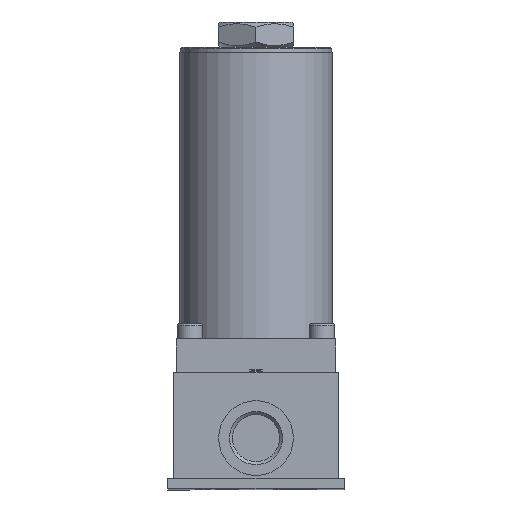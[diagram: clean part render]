
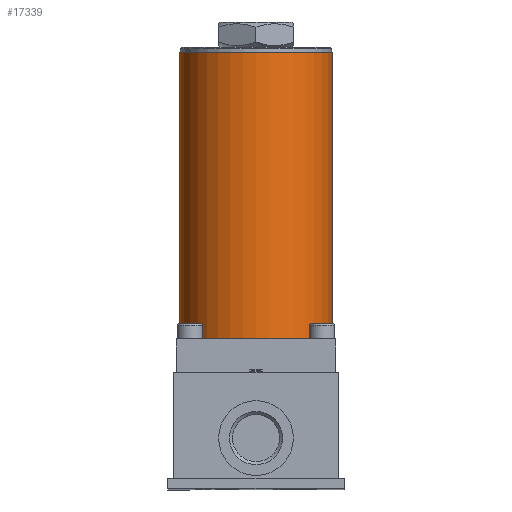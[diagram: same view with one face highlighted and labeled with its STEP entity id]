
A CAD part, top view. The second image highlights one B-rep face of the part: STEP entity #17339.
In plain terms, the highlighted cylindrical face has radius 30.15 mm (diameter 60.3 mm), a full revolution.
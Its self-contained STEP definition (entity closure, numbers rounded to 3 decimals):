
#487=CYLINDRICAL_SURFACE('',#18759,30.15);
#1372=LINE('',#31238,#2687);
#1373=LINE('',#31266,#2688);
#1374=LINE('',#31291,#2689);
#2687=VECTOR('',#22156,30.15);
#2688=VECTOR('',#22161,10.);
#2689=VECTOR('',#22164,10.);
#3321=FACE_BOUND('',#5491,.T.);
#4440=FACE_OUTER_BOUND('',#5490,.T.);
#5490=EDGE_LOOP('',(#13587,#13588,#13589,#13590));
#5491=EDGE_LOOP('',(#13591,#13592,#13593,#13594,#13595,#13596,#13597,#13598));
#6449=CIRCLE('',#18760,30.15);
#6450=CIRCLE('',#18761,30.15);
#6451=CIRCLE('',#18762,30.15);
#6452=CIRCLE('',#18763,30.15);
#6946=B_SPLINE_CURVE_WITH_KNOTS('',3,(#31242,#31243,#31244,#31245,#31246,
#31247,#31248,#31249,#31250,#31251),.UNSPECIFIED.,.F.,.F.,(4,2,2,2,4),(0.611,
0.687,0.763,0.84,0.918),
 .UNSPECIFIED.);
#6947=B_SPLINE_CURVE_WITH_KNOTS('',3,(#31255,#31256,#31257,#31258,#31259,
#31260,#31261,#31262,#31263,#31264),.UNSPECIFIED.,.F.,.F.,(4,2,2,2,4),(0.304,
0.382,0.46,0.536,0.611),
 .UNSPECIFIED.);
#6948=B_SPLINE_CURVE_WITH_KNOTS('',3,(#31268,#31269,#31270,#31271,#31272,
#31273,#31274,#31275,#31276,#31277),.UNSPECIFIED.,.F.,.F.,(4,2,2,2,4),(0.,
0.075,0.151,0.229,0.307),
 .UNSPECIFIED.);
#6949=B_SPLINE_CURVE_WITH_KNOTS('',3,(#31281,#31282,#31283,#31284,#31285,
#31286,#31287,#31288,#31289,#31290),.UNSPECIFIED.,.F.,.F.,(4,2,2,2,4),(-0.307,
-0.229,-0.151,-0.075,0.),
 .UNSPECIFIED.);
#7867=VERTEX_POINT('',#31235);
#7868=VERTEX_POINT('',#31237);
#7869=VERTEX_POINT('',#31240);
#7870=VERTEX_POINT('',#31241);
#7871=VERTEX_POINT('',#31252);
#7872=VERTEX_POINT('',#31254);
#7873=VERTEX_POINT('',#31265);
#7874=VERTEX_POINT('',#31267);
#7875=VERTEX_POINT('',#31278);
#7876=VERTEX_POINT('',#31280);
#9906=EDGE_CURVE('',#7867,#7867,#6449,.T.);
#9907=EDGE_CURVE('',#7867,#7868,#1372,.T.);
#9908=EDGE_CURVE('',#7868,#7868,#6450,.T.);
#9909=EDGE_CURVE('',#7869,#7870,#6946,.T.);
#9910=EDGE_CURVE('',#7870,#7871,#6451,.T.);
#9911=EDGE_CURVE('',#7871,#7872,#6947,.T.);
#9912=EDGE_CURVE('',#7872,#7873,#1373,.T.);
#9913=EDGE_CURVE('',#7873,#7874,#6948,.T.);
#9914=EDGE_CURVE('',#7874,#7875,#6452,.T.);
#9915=EDGE_CURVE('',#7875,#7876,#6949,.T.);
#9916=EDGE_CURVE('',#7876,#7869,#1374,.T.);
#13587=ORIENTED_EDGE('',*,*,#9906,.T.);
#13588=ORIENTED_EDGE('',*,*,#9907,.T.);
#13589=ORIENTED_EDGE('',*,*,#9908,.F.);
#13590=ORIENTED_EDGE('',*,*,#9907,.F.);
#13591=ORIENTED_EDGE('',*,*,#9909,.T.);
#13592=ORIENTED_EDGE('',*,*,#9910,.T.);
#13593=ORIENTED_EDGE('',*,*,#9911,.T.);
#13594=ORIENTED_EDGE('',*,*,#9912,.T.);
#13595=ORIENTED_EDGE('',*,*,#9913,.T.);
#13596=ORIENTED_EDGE('',*,*,#9914,.T.);
#13597=ORIENTED_EDGE('',*,*,#9915,.T.);
#13598=ORIENTED_EDGE('',*,*,#9916,.T.);
#17339=ADVANCED_FACE('',(#4440,#3321),#487,.T.);
#18759=AXIS2_PLACEMENT_3D('',#31234,#22152,#22153);
#18760=AXIS2_PLACEMENT_3D('',#31236,#22154,#22155);
#18761=AXIS2_PLACEMENT_3D('',#31239,#22157,#22158);
#18762=AXIS2_PLACEMENT_3D('',#31253,#22159,#22160);
#18763=AXIS2_PLACEMENT_3D('',#31279,#22162,#22163);
#22152=DIRECTION('center_axis',(0.,-1.,0.));
#22153=DIRECTION('ref_axis',(1.,0.,0.));
#22154=DIRECTION('center_axis',(0.,1.,0.));
#22155=DIRECTION('ref_axis',(1.,0.,0.));
#22156=DIRECTION('',(0.,1.,0.));
#22157=DIRECTION('center_axis',(0.,1.,0.));
#22158=DIRECTION('ref_axis',(1.,0.,0.));
#22159=DIRECTION('center_axis',(0.,1.,0.));
#22160=DIRECTION('ref_axis',(1.,0.,0.));
#22161=DIRECTION('',(0.,-1.,0.));
#22162=DIRECTION('center_axis',(0.,-1.,0.));
#22163=DIRECTION('ref_axis',(1.,0.,0.));
#22164=DIRECTION('',(0.,1.,0.));
#31234=CARTESIAN_POINT('Origin',(0.,148.8,119.53));
#31235=CARTESIAN_POINT('',(-30.15,35.3,119.53));
#31236=CARTESIAN_POINT('Origin',(0.,35.3,
119.53));
#31237=CARTESIAN_POINT('',(-30.15,148.8,119.53));
#31238=CARTESIAN_POINT('',(-30.15,148.8,119.53));
#31239=CARTESIAN_POINT('Origin',(0.,148.8,119.53));
#31240=CARTESIAN_POINT('',(16.,143.3,93.975));
#31241=CARTESIAN_POINT('',(14.208,145.3,92.937));
#31242=CARTESIAN_POINT('Ctrl Pts',(16.,143.3,93.975));
#31243=CARTESIAN_POINT('Ctrl Pts',(16.,143.553,93.975));
#31244=CARTESIAN_POINT('Ctrl Pts',(15.955,143.823,93.947));
#31245=CARTESIAN_POINT('Ctrl Pts',(15.773,144.315,93.834));
#31246=CARTESIAN_POINT('Ctrl Pts',(15.636,144.539,93.75));
#31247=CARTESIAN_POINT('Ctrl Pts',(15.32,144.893,93.561));
#31248=CARTESIAN_POINT('Ctrl Pts',(15.118,145.046,93.443));
#31249=CARTESIAN_POINT('Ctrl Pts',(14.676,145.25,93.192));
#31250=CARTESIAN_POINT('Ctrl Pts',(14.435,145.3,93.059));
#31251=CARTESIAN_POINT('Ctrl Pts',(14.208,145.3,92.937));
#31252=CARTESIAN_POINT('',(-14.208,145.3,92.937));
#31253=CARTESIAN_POINT('Origin',(0.,145.3,119.53));
#31254=CARTESIAN_POINT('',(-16.,143.3,93.975));
#31255=CARTESIAN_POINT('Ctrl Pts',(-14.208,145.3,92.937));
#31256=CARTESIAN_POINT('Ctrl Pts',(-14.437,145.3,93.06));
#31257=CARTESIAN_POINT('Ctrl Pts',(-14.68,145.249,93.194));
#31258=CARTESIAN_POINT('Ctrl Pts',(-15.125,145.042,93.447));
#31259=CARTESIAN_POINT('Ctrl Pts',(-15.328,144.886,93.566));
#31260=CARTESIAN_POINT('Ctrl Pts',(-15.642,144.529,93.754));
#31261=CARTESIAN_POINT('Ctrl Pts',(-15.776,144.307,93.837));
#31262=CARTESIAN_POINT('Ctrl Pts',(-15.956,143.818,93.947));
#31263=CARTESIAN_POINT('Ctrl Pts',(-16.,143.551,93.975));
#31264=CARTESIAN_POINT('Ctrl Pts',(-16.,143.3,93.975));
#31265=CARTESIAN_POINT('',(-16.,113.3,93.975));
#31266=CARTESIAN_POINT('',(-16.,148.8,93.975));
#31267=CARTESIAN_POINT('',(-14.208,111.3,92.937));
#31268=CARTESIAN_POINT('Ctrl Pts',(-16.,113.3,93.975));
#31269=CARTESIAN_POINT('Ctrl Pts',(-16.,113.049,93.975));
#31270=CARTESIAN_POINT('Ctrl Pts',(-15.956,112.782,93.947));
#31271=CARTESIAN_POINT('Ctrl Pts',(-15.776,112.293,93.837));
#31272=CARTESIAN_POINT('Ctrl Pts',(-15.642,112.071,93.754));
#31273=CARTESIAN_POINT('Ctrl Pts',(-15.328,111.714,93.566));
#31274=CARTESIAN_POINT('Ctrl Pts',(-15.125,111.558,93.447));
#31275=CARTESIAN_POINT('Ctrl Pts',(-14.68,111.351,93.194));
#31276=CARTESIAN_POINT('Ctrl Pts',(-14.437,111.3,93.06));
#31277=CARTESIAN_POINT('Ctrl Pts',(-14.208,111.3,92.937));
#31278=CARTESIAN_POINT('',(14.208,111.3,92.937));
#31279=CARTESIAN_POINT('Origin',(0.,111.3,119.53));
#31280=CARTESIAN_POINT('',(16.,113.3,93.975));
#31281=CARTESIAN_POINT('Ctrl Pts',(14.208,111.3,92.937));
#31282=CARTESIAN_POINT('Ctrl Pts',(14.437,111.3,93.06));
#31283=CARTESIAN_POINT('Ctrl Pts',(14.68,111.351,93.194));
#31284=CARTESIAN_POINT('Ctrl Pts',(15.125,111.558,93.447));
#31285=CARTESIAN_POINT('Ctrl Pts',(15.328,111.714,93.566));
#31286=CARTESIAN_POINT('Ctrl Pts',(15.642,112.071,93.754));
#31287=CARTESIAN_POINT('Ctrl Pts',(15.776,112.293,93.837));
#31288=CARTESIAN_POINT('Ctrl Pts',(15.956,112.782,93.947));
#31289=CARTESIAN_POINT('Ctrl Pts',(16.,113.049,93.975));
#31290=CARTESIAN_POINT('Ctrl Pts',(16.,113.3,93.975));
#31291=CARTESIAN_POINT('',(16.,148.8,93.975));
